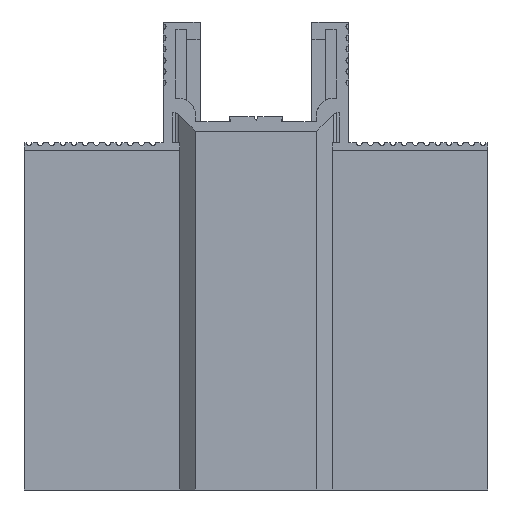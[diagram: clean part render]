
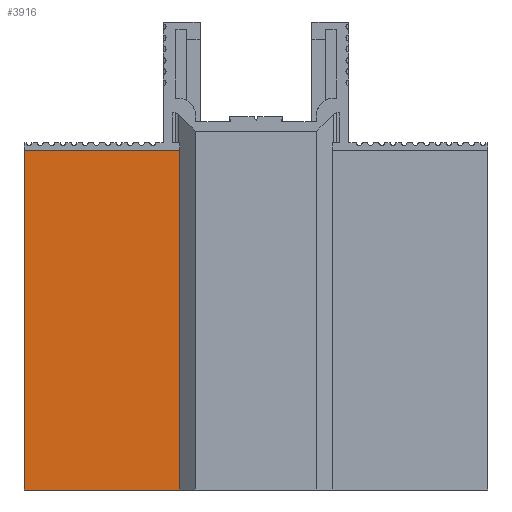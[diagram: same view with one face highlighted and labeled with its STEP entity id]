
A CAD part, left-side view. The second image highlights one B-rep face of the part: STEP entity #3916.
In plain terms, the highlighted planar face has unit normal (-1, 0, 0).
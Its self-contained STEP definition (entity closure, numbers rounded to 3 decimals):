
#45=PLANE('',#4222);
#208=FACE_OUTER_BOUND('',#424,.T.);
#424=EDGE_LOOP('',(#2847,#2848,#2849,#2850));
#805=LINE('',#6067,#1256);
#806=LINE('',#6069,#1257);
#807=LINE('',#6071,#1258);
#808=LINE('',#6072,#1259);
#1256=VECTOR('',#4861,10.);
#1257=VECTOR('',#4862,10.);
#1258=VECTOR('',#4863,10.);
#1259=VECTOR('',#4864,10.);
#1799=VERTEX_POINT('',#6065);
#1800=VERTEX_POINT('',#6066);
#1801=VERTEX_POINT('',#6068);
#1802=VERTEX_POINT('',#6070);
#2216=EDGE_CURVE('',#1799,#1800,#805,.T.);
#2217=EDGE_CURVE('',#1801,#1799,#806,.T.);
#2218=EDGE_CURVE('',#1801,#1802,#807,.T.);
#2219=EDGE_CURVE('',#1802,#1800,#808,.T.);
#2847=ORIENTED_EDGE('',*,*,#2216,.F.);
#2848=ORIENTED_EDGE('',*,*,#2217,.F.);
#2849=ORIENTED_EDGE('',*,*,#2218,.T.);
#2850=ORIENTED_EDGE('',*,*,#2219,.T.);
#3916=ADVANCED_FACE('',(#208),#45,.F.);
#4222=AXIS2_PLACEMENT_3D('',#6064,#4859,#4860);
#4859=DIRECTION('center_axis',(1.,0.,0.));
#4860=DIRECTION('ref_axis',(0.,1.,0.));
#4861=DIRECTION('',(0.,-1.,0.));
#4862=DIRECTION('',(0.,0.,1.));
#4863=DIRECTION('',(0.,-1.,0.));
#4864=DIRECTION('',(0.,0.,1.));
#6064=CARTESIAN_POINT('Origin',(36.3,8.135,-36.7));
#6065=CARTESIAN_POINT('',(36.3,24.735,-0.4));
#6066=CARTESIAN_POINT('',(36.3,8.135,-0.4));
#6067=CARTESIAN_POINT('',(36.3,6.068,-0.4));
#6068=CARTESIAN_POINT('',(36.3,24.735,-36.7));
#6069=CARTESIAN_POINT('',(36.3,24.735,-36.7));
#6070=CARTESIAN_POINT('',(36.3,8.135,-36.7));
#6071=CARTESIAN_POINT('',(36.3,24.735,-36.7));
#6072=CARTESIAN_POINT('',(36.3,8.135,-36.7));
